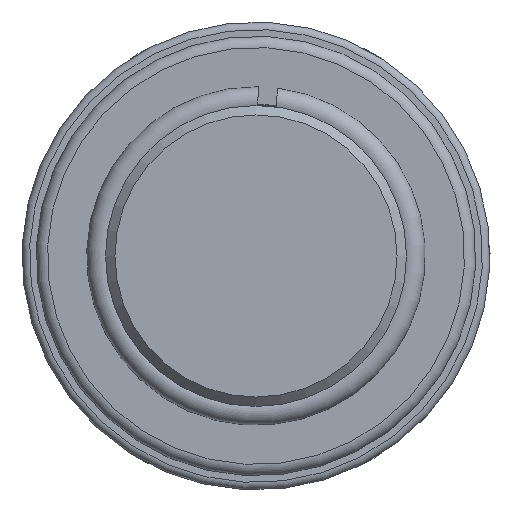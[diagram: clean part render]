
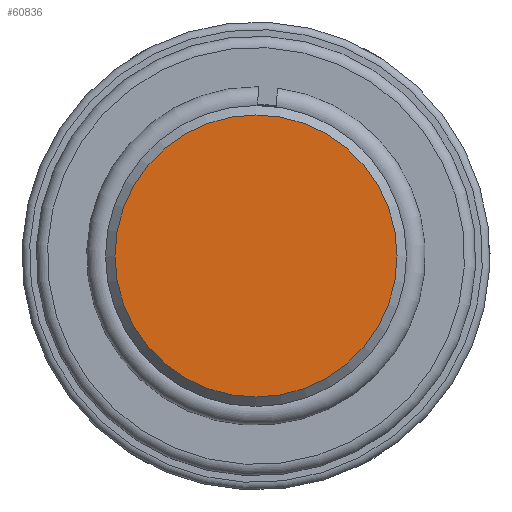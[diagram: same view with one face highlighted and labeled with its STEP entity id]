
A CAD part, left-side view. The second image highlights one B-rep face of the part: STEP entity #60836.
In plain terms, the highlighted planar face has unit normal (-1, 0, 0).
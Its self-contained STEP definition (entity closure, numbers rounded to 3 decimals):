
#60816=CARTESIAN_POINT('',(0.,7.475,0.0));
#60817=VERTEX_POINT('',#60816);
#60818=CARTESIAN_POINT('',(0.0,0.0,0.0));
#60819=DIRECTION('',(1.0,0.0,0.0));
#60820=DIRECTION('',(0.0,1.0,0.0));
#60821=AXIS2_PLACEMENT_3D('',#60818,#60819,#60820);
#60822=CIRCLE('',#60821,7.475);
#60823=EDGE_CURVE('',#60817,#60817,#60822,.T.);
#60828=CARTESIAN_POINT('',(0.,6.988,0.0));
#60829=DIRECTION('',(-1.0,0.0,0.0));
#60830=DIRECTION('',(0.0,0.0,1.0));
#60831=AXIS2_PLACEMENT_3D('',#60828,#60829,#60830);
#60832=PLANE('',#60831);
#60833=ORIENTED_EDGE('',*,*,#60823,.F.);
#60834=EDGE_LOOP('',(#60833));
#60835=FACE_OUTER_BOUND('',#60834,.T.);
#60836=ADVANCED_FACE('',(#60835),#60832,.T.);
